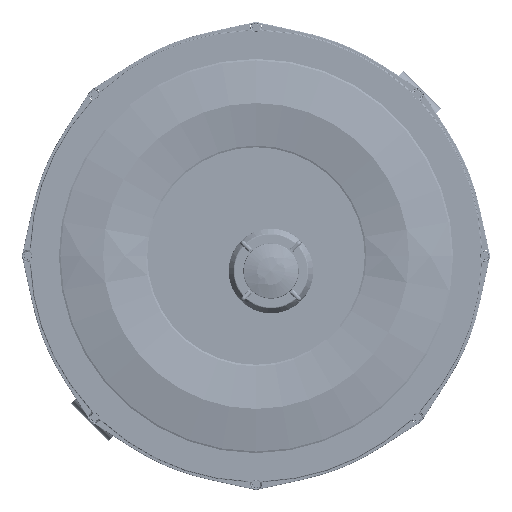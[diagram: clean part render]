
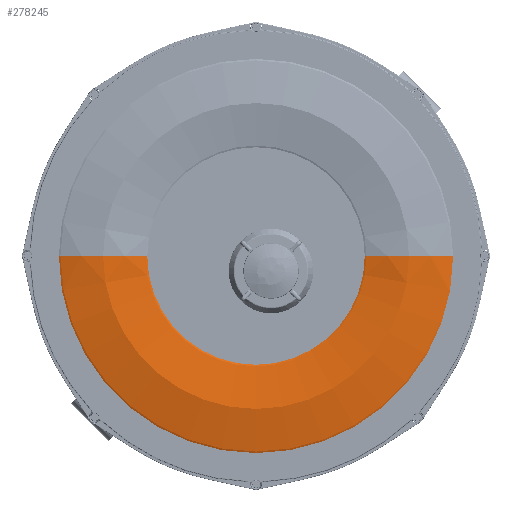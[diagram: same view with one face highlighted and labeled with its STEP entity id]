
A CAD part, front view. The second image highlights one B-rep face of the part: STEP entity #278245.
In plain terms, the highlighted toroidal (fillet/blend) face has major radius 146.717 mm and minor radius 130.048 mm.
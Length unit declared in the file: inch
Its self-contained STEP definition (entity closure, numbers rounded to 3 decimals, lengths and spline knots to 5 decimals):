
#278192=CARTESIAN_POINT('',(0.,-0.34225,0.));
#278193=DIRECTION('',(0.,-1.,0.));
#278194=DIRECTION('',(-1.,0.,0.));
#278195=AXIS2_PLACEMENT_3D('',#278192,#278193,#278194);
#278197=CARTESIAN_POINT('',(0.,-0.34225,0.));
#278198=DIRECTION('',(0.,1.,0.));
#278199=DIRECTION('',(1.,0.,0.));
#278200=AXIS2_PLACEMENT_3D('',#278197,#278198,#278199);
#278207=CARTESIAN_POINT('',(-5.77625,4.20063,0.));
#278208=DIRECTION('',(0.,0.,-1.));
#278209=DIRECTION('',(0.461,-0.887,0.));
#278210=AXIS2_PLACEMENT_3D('',#278207,#278208,#278209);
#278217=CARTESIAN_POINT('',(5.77625,4.20063,0.));
#278218=DIRECTION('',(0.,0.,1.));
#278219=DIRECTION('',(-0.461,-0.887,0.));
#278220=AXIS2_PLACEMENT_3D('',#278217,#278218,#278219);
#278222=CARTESIAN_POINT('',(3.41476,-0.34225,0.));
#278223=CARTESIAN_POINT('',(-3.41476,-0.34225,0.));
#278224=VERTEX_POINT('',#278222);
#278225=VERTEX_POINT('',#278223);
#278226=CARTESIAN_POINT('',(8.13774,-0.34225,0.));
#278227=VERTEX_POINT('',#278226);
#278228=CARTESIAN_POINT('',(-8.13774,-0.34225,0.));
#278229=VERTEX_POINT('',#278228);
#278230=CARTESIAN_POINT('',(0.,4.20063,0.));
#278231=DIRECTION('',(0.,1.,0.));
#278232=DIRECTION('',(1.,0.,0.));
#278233=AXIS2_PLACEMENT_3D('',#278230,#278231,#278232);
#278234=TOROIDAL_SURFACE('',#278233,5.77625,5.12);
#278236=ORIENTED_EDGE('',*,*,#278235,.T.);
#278238=ORIENTED_EDGE('',*,*,#278237,.T.);
#278240=ORIENTED_EDGE('',*,*,#278239,.T.);
#278242=ORIENTED_EDGE('',*,*,#278241,.F.);
#278243=EDGE_LOOP('',(#278236,#278238,#278240,#278242));
#278244=FACE_OUTER_BOUND('',#278243,.F.);
#278245=ADVANCED_FACE('',(#278244),#278234,.T.);
#278196=CIRCLE('',#278195,3.41476);
#278201=CIRCLE('',#278200,8.13774);
#278211=CIRCLE('',#278210,5.12);
#278221=CIRCLE('',#278220,5.12);
#278235=EDGE_CURVE('',#278225,#278224,#278196,.T.);
#278237=EDGE_CURVE('',#278224,#278227,#278221,.T.);
#278239=EDGE_CURVE('',#278227,#278229,#278201,.T.);
#278241=EDGE_CURVE('',#278225,#278229,#278211,.T.);
